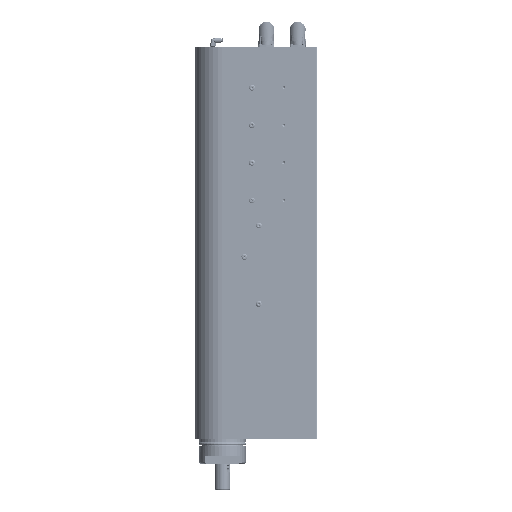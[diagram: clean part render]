
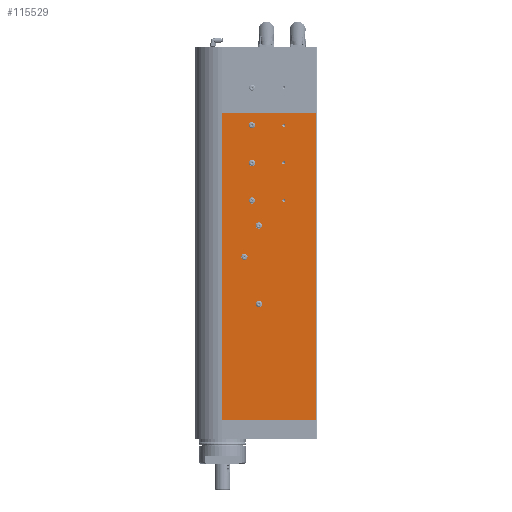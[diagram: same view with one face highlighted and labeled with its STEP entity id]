
A CAD part, left-side view. The second image highlights one B-rep face of the part: STEP entity #115529.
In plain terms, the highlighted planar face has unit normal (-1, 0, 0).
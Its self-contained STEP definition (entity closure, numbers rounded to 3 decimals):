
#94 = FACE_OUTER_BOUND ( 'NONE', #60658, .T. ) ;
#453 = CIRCLE ( 'NONE', #138051, 5. ) ;
#618 = VECTOR ( 'NONE', #9359, 1000. ) ;
#3216 = CARTESIAN_POINT ( 'NONE',  ( -44., -47.019, 349.9 ) ) ;
#5658 = AXIS2_PLACEMENT_3D ( 'NONE', #81351, #106930, #10339 ) ;
#5799 = EDGE_CURVE ( 'NONE', #95812, #95812, #60854, .T. ) ;
#6084 = DIRECTION ( 'NONE',  ( -1., 0., 0. ) ) ;
#6596 = EDGE_CURVE ( 'NONE', #10652, #114875, #58699, .T. ) ;
#9359 = DIRECTION ( 'NONE',  ( 0., -1., 0. ) ) ;
#10339 = DIRECTION ( 'NONE',  ( 0., 0., 1. ) ) ;
#10652 = VERTEX_POINT ( 'NONE', #105661 ) ;
#12807 = FACE_BOUND ( 'NONE', #66156, .T. ) ;
#13744 = CARTESIAN_POINT ( 'NONE',  ( -44., -58.022, 184.9 ) ) ;
#15222 = CARTESIAN_POINT ( 'NONE',  ( -44., -47.019, 414.9 ) ) ;
#17029 = ORIENTED_EDGE ( 'NONE', *, *, #114392, .F. ) ;
#17866 = LINE ( 'NONE', #77706, #69142 ) ;
#19209 = VERTEX_POINT ( 'NONE', #116636 ) ;
#21892 = AXIS2_PLACEMENT_3D ( 'NONE', #13744, #52801, #52024 ) ;
#21937 = CARTESIAN_POINT ( 'NONE',  ( -44., -98.038, 349.9 ) ) ;
#22657 = EDGE_LOOP ( 'NONE', ( #141249 ) ) ;
#25842 = CARTESIAN_POINT ( 'NONE',  ( -44., 0., 0.1 ) ) ;
#26316 = DIRECTION ( 'NONE',  ( 0., 0., 1. ) ) ;
#27104 = FACE_BOUND ( 'NONE', #121474, .T. ) ;
#28331 = AXIS2_PLACEMENT_3D ( 'NONE', #44856, #69657, #129512 ) ;
#30187 = AXIS2_PLACEMENT_3D ( 'NONE', #21937, #6084, #152005 ) ;
#30980 = VERTEX_POINT ( 'NONE', #25842 ) ;
#31166 = EDGE_LOOP ( 'NONE', ( #123345 ) ) ;
#32995 = EDGE_LOOP ( 'NONE', ( #17029 ) ) ;
#34423 = DIRECTION ( 'NONE',  ( 0., 0., 1. ) ) ;
#36259 = EDGE_CURVE ( 'NONE', #30980, #84101, #91592, .T. ) ;
#36753 = DIRECTION ( 'NONE',  ( 0., 0., -1. ) ) ;
#39567 = ORIENTED_EDGE ( 'NONE', *, *, #5799, .F. ) ;
#44381 = DIRECTION ( 'NONE',  ( 0., 0., 1. ) ) ;
#44856 = CARTESIAN_POINT ( 'NONE',  ( -44., -47.019, 469.9 ) ) ;
#44873 = EDGE_LOOP ( 'NONE', ( #134105 ) ) ;
#45330 = CIRCLE ( 'NONE', #73332, 2.5 ) ;
#48750 = PLANE ( 'NONE',  #120794 ) ;
#49518 = FACE_BOUND ( 'NONE', #44873, .T. ) ;
#50698 = EDGE_CURVE ( 'NONE', #91272, #91272, #45330, .T. ) ;
#50780 = VECTOR ( 'NONE', #106592, 1000. ) ;
#52024 = DIRECTION ( 'NONE',  ( 0., 0., 1. ) ) ;
#52801 = DIRECTION ( 'NONE',  ( -1., 0., 0. ) ) ;
#58154 = CIRCLE ( 'NONE', #98916, 5. ) ;
#58699 = LINE ( 'NONE', #105832, #50780 ) ;
#60658 = EDGE_LOOP ( 'NONE', ( #124742, #141388, #85951, #146670 ) ) ;
#60732 = FACE_BOUND ( 'NONE', #31166, .T. ) ;
#60854 = CIRCLE ( 'NONE', #30187, 2.5 ) ;
#61012 = VERTEX_POINT ( 'NONE', #71439 ) ;
#61542 = FACE_BOUND ( 'NONE', #22657, .T. ) ;
#66156 = EDGE_LOOP ( 'NONE', ( #89858 ) ) ;
#66580 = DIRECTION ( 'NONE',  ( 0., 0., -1. ) ) ;
#69142 = VECTOR ( 'NONE', #66580, 1000. ) ;
#69359 = CIRCLE ( 'NONE', #5658, 2.5 ) ;
#69657 = DIRECTION ( 'NONE',  ( -1., 0., 0. ) ) ;
#70288 = CARTESIAN_POINT ( 'NONE',  ( -44., -58.022, 314.9 ) ) ;
#70321 = CIRCLE ( 'NONE', #21892, 5. ) ;
#71439 = CARTESIAN_POINT ( 'NONE',  ( -44., -47.019, 474.9 ) ) ;
#71725 = EDGE_LOOP ( 'NONE', ( #102735 ) ) ;
#71911 = DIRECTION ( 'NONE',  ( -1., 0., 0. ) ) ;
#72056 = EDGE_CURVE ( 'NONE', #103467, #103467, #69359, .T. ) ;
#73332 = AXIS2_PLACEMENT_3D ( 'NONE', #148243, #80992, #125970 ) ;
#75780 = FACE_BOUND ( 'NONE', #147137, .T. ) ;
#76583 = FACE_BOUND ( 'NONE', #90284, .T. ) ;
#77706 = CARTESIAN_POINT ( 'NONE',  ( -44., 0., 560. ) ) ;
#78326 = AXIS2_PLACEMENT_3D ( 'NONE', #156065, #153685, #44381 ) ;
#79323 = EDGE_CURVE ( 'NONE', #61012, #61012, #94744, .T. ) ;
#80342 = EDGE_CURVE ( 'NONE', #145593, #145593, #453, .T. ) ;
#80992 = DIRECTION ( 'NONE',  ( -1., 0., 0. ) ) ;
#81351 = CARTESIAN_POINT ( 'NONE',  ( -44., -98.038, 409.9 ) ) ;
#83783 = CARTESIAN_POINT ( 'NONE',  ( -44., -35.017, 264.9 ) ) ;
#84101 = VERTEX_POINT ( 'NONE', #145276 ) ;
#85888 = CIRCLE ( 'NONE', #78326, 5. ) ;
#85951 = ORIENTED_EDGE ( 'NONE', *, *, #101118, .T. ) ;
#89668 = ORIENTED_EDGE ( 'NONE', *, *, #50698, .F. ) ;
#89858 = ORIENTED_EDGE ( 'NONE', *, *, #80342, .F. ) ;
#90284 = EDGE_LOOP ( 'NONE', ( #39567 ) ) ;
#90289 = VERTEX_POINT ( 'NONE', #83783 ) ;
#91272 = VERTEX_POINT ( 'NONE', #139936 ) ;
#91592 = LINE ( 'NONE', #103587, #618 ) ;
#93550 = DIRECTION ( 'NONE',  ( 0., 0., 1. ) ) ;
#93895 = DIRECTION ( 'NONE',  ( 0., 0., 1. ) ) ;
#94744 = CIRCLE ( 'NONE', #28331, 5. ) ;
#95812 = VERTEX_POINT ( 'NONE', #106227 ) ;
#95905 = CARTESIAN_POINT ( 'NONE',  ( -44., -58.022, 309.9 ) ) ;
#97490 = CARTESIAN_POINT ( 'NONE',  ( -44., -151., 560. ) ) ;
#98916 = AXIS2_PLACEMENT_3D ( 'NONE', #95905, #144501, #34423 ) ;
#100542 = EDGE_CURVE ( 'NONE', #84101, #10652, #118649, .T. ) ;
#100677 = VERTEX_POINT ( 'NONE', #15222 ) ;
#101118 = EDGE_CURVE ( 'NONE', #114875, #30980, #17866, .T. ) ;
#102735 = ORIENTED_EDGE ( 'NONE', *, *, #79323, .F. ) ;
#103467 = VERTEX_POINT ( 'NONE', #115459 ) ;
#103587 = CARTESIAN_POINT ( 'NONE',  ( -44., -151., 0.1 ) ) ;
#105661 = CARTESIAN_POINT ( 'NONE',  ( -44., -149., 490. ) ) ;
#105832 = CARTESIAN_POINT ( 'NONE',  ( -44., -151., 490. ) ) ;
#106227 = CARTESIAN_POINT ( 'NONE',  ( -44., -98.038, 352.4 ) ) ;
#106592 = DIRECTION ( 'NONE',  ( 0., 1., 0. ) ) ;
#106930 = DIRECTION ( 'NONE',  ( -1., 0., 0. ) ) ;
#109432 = FACE_BOUND ( 'NONE', #32995, .T. ) ;
#110239 = FACE_BOUND ( 'NONE', #71725, .T. ) ;
#110245 = AXIS2_PLACEMENT_3D ( 'NONE', #130262, #71911, #93550 ) ;
#112731 = CIRCLE ( 'NONE', #110245, 5. ) ;
#114392 = EDGE_CURVE ( 'NONE', #100677, #100677, #112731, .T. ) ;
#114875 = VERTEX_POINT ( 'NONE', #125926 ) ;
#115459 = CARTESIAN_POINT ( 'NONE',  ( -44., -98.038, 412.4 ) ) ;
#115529 = ADVANCED_FACE ( 'NONE', ( #76583, #61542, #27104, #75780, #49518, #60732, #12807, #109432, #110239, #94 ), #48750, .F. ) ;
#116636 = CARTESIAN_POINT ( 'NONE',  ( -44., -58.022, 189.9 ) ) ;
#118649 = LINE ( 'NONE', #132914, #150462 ) ;
#119796 = VERTEX_POINT ( 'NONE', #70288 ) ;
#120186 = CARTESIAN_POINT ( 'NONE',  ( -44., -47.019, 354.9 ) ) ;
#120794 = AXIS2_PLACEMENT_3D ( 'NONE', #97490, #146094, #36753 ) ;
#121474 = EDGE_LOOP ( 'NONE', ( #89668 ) ) ;
#123345 = ORIENTED_EDGE ( 'NONE', *, *, #130060, .F. ) ;
#124742 = ORIENTED_EDGE ( 'NONE', *, *, #100542, .T. ) ;
#125863 = EDGE_CURVE ( 'NONE', #19209, #19209, #70321, .T. ) ;
#125926 = CARTESIAN_POINT ( 'NONE',  ( -44., 0., 490. ) ) ;
#125970 = DIRECTION ( 'NONE',  ( 0., 0., 1. ) ) ;
#127775 = EDGE_CURVE ( 'NONE', #90289, #90289, #85888, .T. ) ;
#129512 = DIRECTION ( 'NONE',  ( 0., 0., 1. ) ) ;
#130060 = EDGE_CURVE ( 'NONE', #119796, #119796, #58154, .T. ) ;
#130262 = CARTESIAN_POINT ( 'NONE',  ( -44., -47.019, 409.9 ) ) ;
#132914 = CARTESIAN_POINT ( 'NONE',  ( -44., -149., 560. ) ) ;
#134105 = ORIENTED_EDGE ( 'NONE', *, *, #125863, .F. ) ;
#134865 = DIRECTION ( 'NONE',  ( -1., 0., 0. ) ) ;
#138051 = AXIS2_PLACEMENT_3D ( 'NONE', #3216, #134865, #26316 ) ;
#139936 = CARTESIAN_POINT ( 'NONE',  ( -44., -98.038, 472.4 ) ) ;
#141249 = ORIENTED_EDGE ( 'NONE', *, *, #72056, .F. ) ;
#141388 = ORIENTED_EDGE ( 'NONE', *, *, #6596, .T. ) ;
#144501 = DIRECTION ( 'NONE',  ( -1., 0., 0. ) ) ;
#145276 = CARTESIAN_POINT ( 'NONE',  ( -44., -149., 0.1 ) ) ;
#145593 = VERTEX_POINT ( 'NONE', #120186 ) ;
#146094 = DIRECTION ( 'NONE',  ( 1., 0., 0. ) ) ;
#146670 = ORIENTED_EDGE ( 'NONE', *, *, #36259, .T. ) ;
#147137 = EDGE_LOOP ( 'NONE', ( #154775 ) ) ;
#148243 = CARTESIAN_POINT ( 'NONE',  ( -44., -98.038, 469.9 ) ) ;
#150462 = VECTOR ( 'NONE', #93895, 1000. ) ;
#152005 = DIRECTION ( 'NONE',  ( 0., 0., 1. ) ) ;
#153685 = DIRECTION ( 'NONE',  ( -1., 0., 0. ) ) ;
#154775 = ORIENTED_EDGE ( 'NONE', *, *, #127775, .F. ) ;
#156065 = CARTESIAN_POINT ( 'NONE',  ( -44., -35.017, 259.9 ) ) ;
